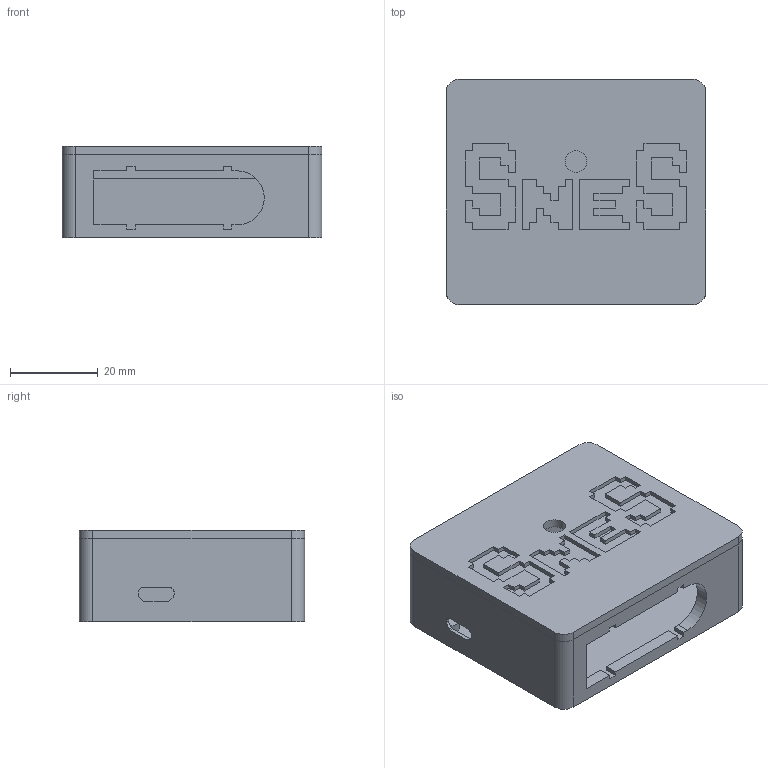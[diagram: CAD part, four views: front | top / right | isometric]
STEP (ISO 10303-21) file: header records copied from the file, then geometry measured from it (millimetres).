
FILE_DESCRIPTION(/* description */ (''),/* implementation_level */ '2;1');
FILE_NAME(/* name */ 'Snes2PC.step',/* time_stamp */ '2024-03-20T09:08:36+01:00',/* author */ (''),/* organization */ (''),/* preprocessor_version */ 'ST-DEVELOPER v20',/* originating_system */ 'Autodesk Translation Framework v12.14.0.127',/* authorisation */ '');
FILE_SCHEMA (('AUTOMOTIVE_DESIGN { 1 0 10303 214 3 1 1 }'));
Length unit declared in the file: millimetre
Products named in the file (1): Snes2PC
Bounding box: 59.3 x 51.4 x 20.95 mm (x, y, z)
Volume: 20623.4 mm3; surface area: 21436.9 mm2
Topology: 2 solids, 2 shells, 201 faces, 555 edges, 370 vertices
Faces by surface type: plane 175, cylinder 26
Full cylindrical faces by diameter (mm): 3.6 x4, 5 x1
Entity records: 6354 total; most frequent: CARTESIAN_POINT 1127, ORIENTED_EDGE 1110, DIRECTION 1011, EDGE_CURVE 555, LINE 503, VECTOR 503, VERTEX_POINT 370, AXIS2_PLACEMENT_3D 254
